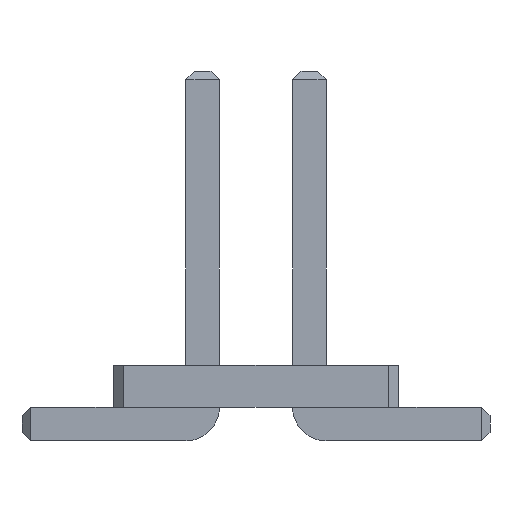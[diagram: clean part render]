
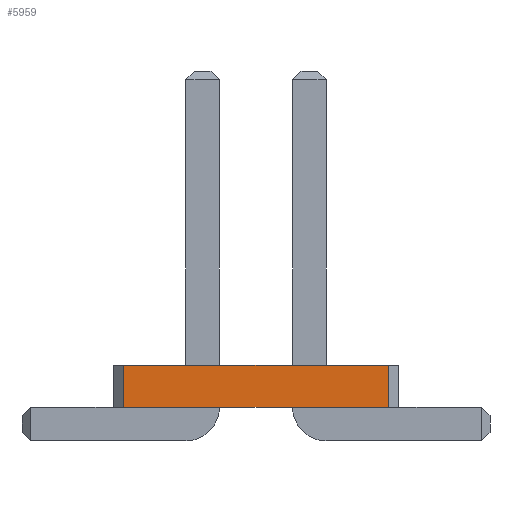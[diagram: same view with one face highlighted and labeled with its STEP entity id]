
A CAD part, front view. The second image highlights one B-rep face of the part: STEP entity #5959.
In plain terms, the highlighted planar face has unit normal (0, -1, 0).
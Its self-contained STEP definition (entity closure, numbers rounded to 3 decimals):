
#1142 = VERTEX_POINT('',#1143);
#1143 = CARTESIAN_POINT('',(1.573,-8.89,0.4));
#1149 = EDGE_CURVE('',#1150,#1142,#1152,.T.);
#1150 = VERTEX_POINT('',#1151);
#1151 = CARTESIAN_POINT('',(-1.573,-8.89,0.4));
#1152 = LINE('',#1153,#1154);
#1153 = CARTESIAN_POINT('',(-1.573,-8.89,0.4));
#1154 = VECTOR('',#1155,1.);
#1155 = DIRECTION('',(1.,0.,0.));
#2478 = VERTEX_POINT('',#2479);
#2479 = CARTESIAN_POINT('',(1.573,-8.89,0.9));
#2485 = EDGE_CURVE('',#2486,#2478,#2488,.T.);
#2486 = VERTEX_POINT('',#2487);
#2487 = CARTESIAN_POINT('',(-1.573,-8.89,0.9));
#2488 = LINE('',#2489,#2490);
#2489 = CARTESIAN_POINT('',(-1.573,-8.89,0.9));
#2490 = VECTOR('',#2491,1.);
#2491 = DIRECTION('',(1.,0.,0.));
#5948 = EDGE_CURVE('',#1150,#2486,#5949,.T.);
#5949 = LINE('',#5950,#5951);
#5950 = CARTESIAN_POINT('',(-1.573,-8.89,0.4));
#5951 = VECTOR('',#5952,1.);
#5952 = DIRECTION('',(0.,0.,1.));
#5959 = ADVANCED_FACE('',(#5960),#5971,.F.);
#5960 = FACE_BOUND('',#5961,.F.);
#5961 = EDGE_LOOP('',(#5962,#5963,#5964,#5970));
#5962 = ORIENTED_EDGE('',*,*,#5948,.T.);
#5963 = ORIENTED_EDGE('',*,*,#2485,.T.);
#5964 = ORIENTED_EDGE('',*,*,#5965,.F.);
#5965 = EDGE_CURVE('',#1142,#2478,#5966,.T.);
#5966 = LINE('',#5967,#5968);
#5967 = CARTESIAN_POINT('',(1.573,-8.89,0.4));
#5968 = VECTOR('',#5969,1.);
#5969 = DIRECTION('',(0.,0.,1.));
#5970 = ORIENTED_EDGE('',*,*,#1149,.F.);
#5971 = PLANE('',#5972);
#5972 = AXIS2_PLACEMENT_3D('',#5973,#5974,#5975);
#5973 = CARTESIAN_POINT('',(-1.573,-8.89,0.4));
#5974 = DIRECTION('',(0.,1.,0.));
#5975 = DIRECTION('',(1.,0.,0.));
